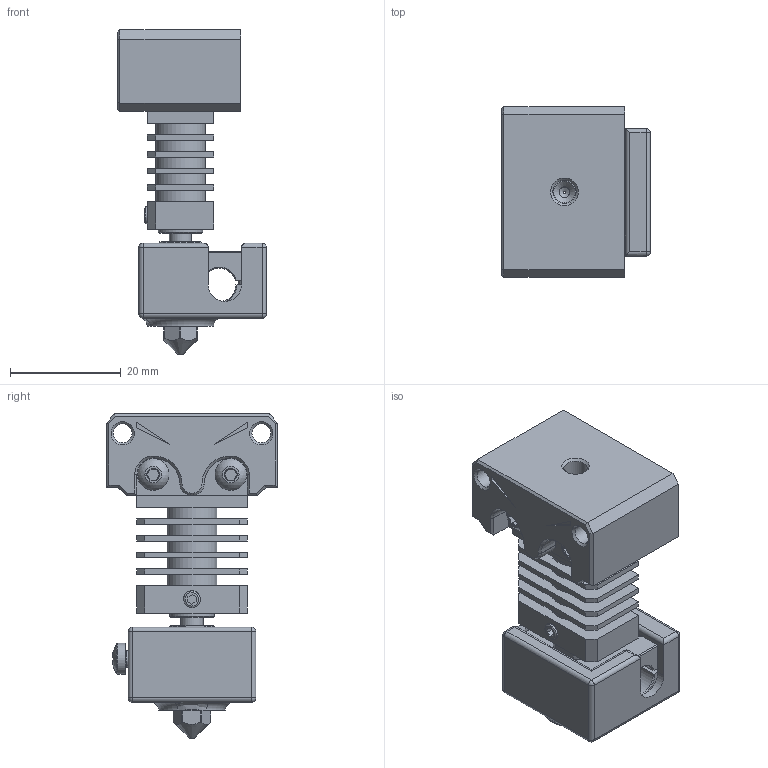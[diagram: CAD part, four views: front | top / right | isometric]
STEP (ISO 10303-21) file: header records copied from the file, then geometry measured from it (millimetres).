
FILE_DESCRIPTION(/* description */ (''),/* implementation_level */ '2;1');
FILE_NAME(/* name */ 'MicroSwiss Mount - POST CHANGES.step',/* time_stamp */ '2022-11-01T21:52:21-06:00',/* author */ (''),/* organization */ (''),/* preprocessor_version */ 'ST-DEVELOPER v19.2',/* originating_system */ 'Autodesk Translation Framework v11.17.0.187',/* authorisation */ '');
FILE_SCHEMA (('AUTOMOTIVE_DESIGN { 1 0 10303 214 3 1 1 }'));
Length unit declared in the file: millimetre
Products named in the file (13): MicroSwiss Mount; Micro Swiss Hotend (1); Heat dissipator (1); pan head cross recess screw_iso_ISO 7045 - M3 x 5 - Z - 5C (1); socket set screw cone point_iso_ISO 4027 - M3 x 2.5-C (1); PTFE tube clip (1); Silicon sock (1); Heat brake (1); Heater block (1); MK8 Nozzle .4mm (1); socket head cap screw_iso_ISO 4762 M2 x 8 - 8C (1); MicroSwiss Mount - Angry; M3x16 BHCS
Assembly tree (14 placements, depth 3):
  MicroSwiss Mount
    M3x16 BHCS  x2
    Micro Swiss Hotend (1)
      Heat dissipator (1)
      pan head cross recess screw_iso_ISO 7045 - M3 x 5 - Z - 5C (1)
      socket head cap screw_iso_ISO 4762 M2 x 8 - 8C (1)  x2
      socket set screw cone point_iso_ISO 4027 - M3 x 2.5-C (1)
      PTFE tube clip (1)
      Silicon sock (1)
      Heat brake (1)
      Heater block (1)
      MK8 Nozzle .4mm (1)
    MicroSwiss Mount - Angry
Bounding box: 26.84 x 30.8 x 58.5 mm (x, y, z)
Volume: 17629.6 mm3; surface area: 16281.9 mm2
Topology: 13 solids, 13 shells, 762 faces, 1947 edges, 1229 vertices
Faces by surface type: cylinder 350, plane 263, cone 103, bspline 21, sphere 13, torus 12
Full cylindrical faces by diameter (mm): 0.4 x1, 1.6 x22, 1.9 x2, 2 x3, 2.033 x24, 2.2 x1, 2.35 x58, 2.4 x2, 2.5 x14, 3 x64, 3.041 x14, 3.4 x8, 3.8 x2, 4 x3, 4.2 x1, 4.3 x1, 4.7 x3, 4.8 x1, 4.817 x4, 5 x8, 5.6 x3, 5.7 x2, 5.9 x3, 6 x4, 6.083 x8, 6.4 x1, 7.3 x1, 8 x3, 9 x6, 10 x1
Entity records: 35287 total; most frequent: CARTESIAN_POINT 20031, ORIENTED_EDGE 3290, DIRECTION 2875, EDGE_CURVE 1645, VERTEX_POINT 1050, AXIS2_PLACEMENT_3D 1047, LINE 781, VECTOR 781
